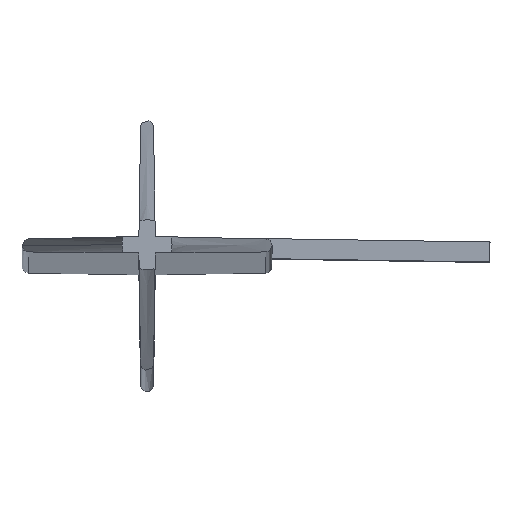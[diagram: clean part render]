
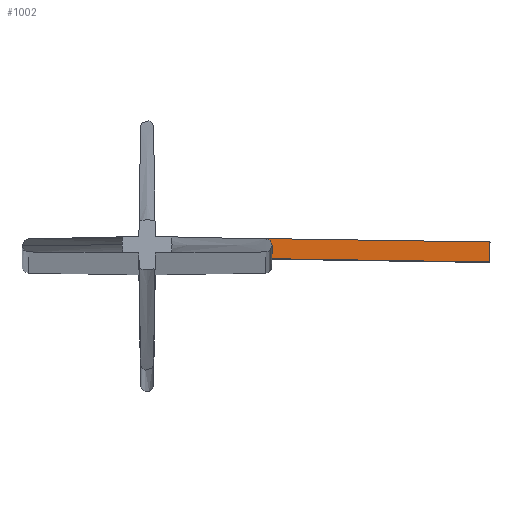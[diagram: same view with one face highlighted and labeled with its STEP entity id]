
A CAD part, top view. The second image highlights one B-rep face of the part: STEP entity #1002.
In plain terms, the highlighted face is planar.
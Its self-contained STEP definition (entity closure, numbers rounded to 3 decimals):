
#7 = DIRECTION ( 'NONE',  ( 0., 0., -1. ) ) ;
#8 = CARTESIAN_POINT ( 'NONE',  ( 82.942, 33.855, 4. ) ) ;
#17 = VECTOR ( 'NONE', #1247, 1000. ) ;
#21 = LINE ( 'NONE', #666, #17 ) ;
#33 = VECTOR ( 'NONE', #147, 1000. ) ;
#34 = CARTESIAN_POINT ( 'NONE',  ( 82.942, 33.855, 4. ) ) ;
#35 = LINE ( 'NONE', #34, #33 ) ;
#70 = FACE_OUTER_BOUND ( 'NONE', #653, .T. ) ;
#96 = VECTOR ( 'NONE', #7, 1000. ) ;
#112 = LINE ( 'NONE', #8, #96 ) ;
#147 = DIRECTION ( 'NONE',  ( -1., 0., 0. ) ) ;
#183 = VECTOR ( 'NONE', #402, 1000. ) ;
#214 = CARTESIAN_POINT ( 'NONE',  ( 82.942, 33.855, 0. ) ) ;
#402 = DIRECTION ( 'NONE',  ( -1., 0., 0. ) ) ;
#415 = CARTESIAN_POINT ( 'NONE',  ( 32.942, 33.855, 0. ) ) ;
#423 = CARTESIAN_POINT ( 'NONE',  ( 82.942, 33.855, 0. ) ) ;
#441 = LINE ( 'NONE', #423, #183 ) ;
#535 = ORIENTED_EDGE ( 'NONE', *, *, #1167, .T. ) ;
#562 = VERTEX_POINT ( 'NONE', #820 ) ;
#653 = EDGE_LOOP ( 'NONE', ( #1061, #985, #1038, #535 ) ) ;
#659 = VERTEX_POINT ( 'NONE', #839 ) ;
#666 = CARTESIAN_POINT ( 'NONE',  ( 32.942, 33.855, 4. ) ) ;
#747 = AXIS2_PLACEMENT_3D ( 'NONE', #1080, #1058, #1044 ) ;
#789 = EDGE_CURVE ( 'NONE', #1078, #1127, #441, .T. ) ;
#820 = CARTESIAN_POINT ( 'NONE',  ( 82.942, 33.855, 4. ) ) ;
#839 = CARTESIAN_POINT ( 'NONE',  ( 32.942, 33.855, 4. ) ) ;
#970 = EDGE_CURVE ( 'NONE', #562, #1078, #112, .T. ) ;
#985 = ORIENTED_EDGE ( 'NONE', *, *, #970, .F. ) ;
#1002 = ADVANCED_FACE ( 'NONE', ( #70 ), #1161, .T. ) ;
#1038 = ORIENTED_EDGE ( 'NONE', *, *, #1164, .T. ) ;
#1044 = DIRECTION ( 'NONE',  ( 0., 0., -1. ) ) ;
#1058 = DIRECTION ( 'NONE',  ( 0., -1., 0. ) ) ;
#1061 = ORIENTED_EDGE ( 'NONE', *, *, #789, .F. ) ;
#1078 = VERTEX_POINT ( 'NONE', #214 ) ;
#1080 = CARTESIAN_POINT ( 'NONE',  ( 82.942, 33.855, 4. ) ) ;
#1127 = VERTEX_POINT ( 'NONE', #415 ) ;
#1161 = PLANE ( 'NONE',  #747 ) ;
#1164 = EDGE_CURVE ( 'NONE', #562, #659, #35, .T. ) ;
#1167 = EDGE_CURVE ( 'NONE', #659, #1127, #21, .T. ) ;
#1247 = DIRECTION ( 'NONE',  ( 0., 0., -1. ) ) ;
